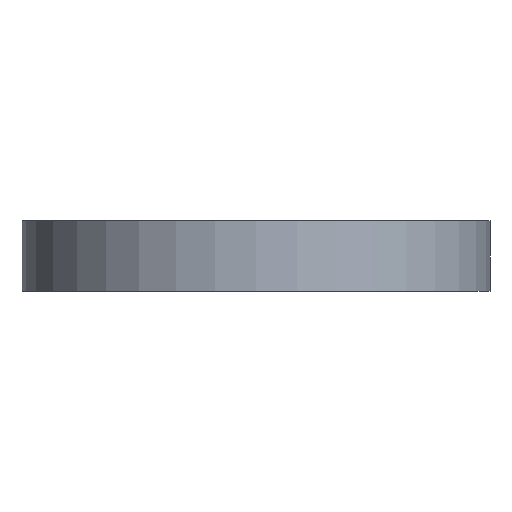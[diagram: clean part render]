
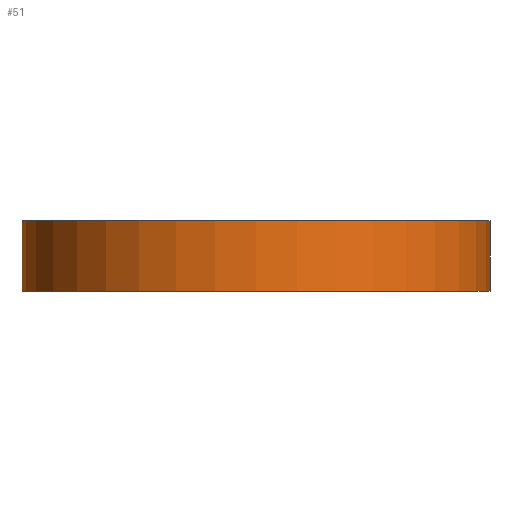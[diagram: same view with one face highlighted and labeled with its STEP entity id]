
A CAD part, left-side view. The second image highlights one B-rep face of the part: STEP entity #51.
In plain terms, the highlighted cylindrical face has radius 16.5 mm (diameter 33 mm), a partial arc.
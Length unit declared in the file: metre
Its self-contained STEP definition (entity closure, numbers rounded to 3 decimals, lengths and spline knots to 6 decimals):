
#51=ADVANCED_FACE('321:1788',(#141),#142,.T.);
#141=FACE_OUTER_BOUND('',#326,.T.);
#142=CYLINDRICAL_SURFACE('',#327,0.0165);
#326=EDGE_LOOP('',(#511,#512,#513,#514));
#327=AXIS2_PLACEMENT_3D('',#515,#516,#517);
#511=ORIENTED_EDGE('',*,*,#1296,.F.);
#512=ORIENTED_EDGE('',*,*,#1297,.T.);
#513=ORIENTED_EDGE('',*,*,#1298,.F.);
#514=ORIENTED_EDGE('',*,*,#1299,.T.);
#515=CARTESIAN_POINT('',(-0.003587,0.100471,-0.001887));
#516=DIRECTION('',(0.,0.,-1.0));
#517=DIRECTION('',(0.,-1.0,0.));
#1296=EDGE_CURVE('',#1556,#1557,#1558,.T.);
#1297=EDGE_CURVE('321:2280',#1556,#1559,#1560,.T.);
#1298=EDGE_CURVE('',#1561,#1559,#1562,.T.);
#1299=EDGE_CURVE('321:1803',#1561,#1557,#1563,.T.);
#1556=VERTEX_POINT('',#1990);
#1557=VERTEX_POINT('',#1991);
#1558=LINE('',#1992,#1993);
#1559=VERTEX_POINT('',#1994);
#1560=CIRCLE('',#1995,0.0165);
#1561=VERTEX_POINT('',#1996);
#1562=LINE('',#1997,#1998);
#1563=CIRCLE('',#1999,0.0165);
#1990=CARTESIAN_POINT('',(-0.003587,0.083971,-0.001887));
#1991=CARTESIAN_POINT('',(-0.003587,0.083971,-0.006887));
#1992=CARTESIAN_POINT('',(-0.003587,0.083971,-0.001887));
#1993=VECTOR('',#2614,1.0);
#1994=CARTESIAN_POINT('',(-0.003587,0.116971,-0.001887));
#1995=AXIS2_PLACEMENT_3D('',#2615,#2616,#2617);
#1996=CARTESIAN_POINT('',(-0.003587,0.116971,-0.006887));
#1997=CARTESIAN_POINT('',(-0.003587,0.116971,-0.001887));
#1998=VECTOR('',#2618,1.0);
#1999=AXIS2_PLACEMENT_3D('',#2619,#2620,#2621);
#2614=DIRECTION('',(0.,0.,-1.0));
#2615=CARTESIAN_POINT('',(-0.003587,0.100471,-0.001887));
#2616=DIRECTION('',(0.,0.,-1.0));
#2617=DIRECTION('',(0.,-1.0,0.));
#2618=DIRECTION('',(0.,0.,1.0));
#2619=CARTESIAN_POINT('',(-0.003587,0.100471,-0.006887));
#2620=DIRECTION('',(0.,0.,1.0));
#2621=DIRECTION('',(0.,-1.0,0.));
